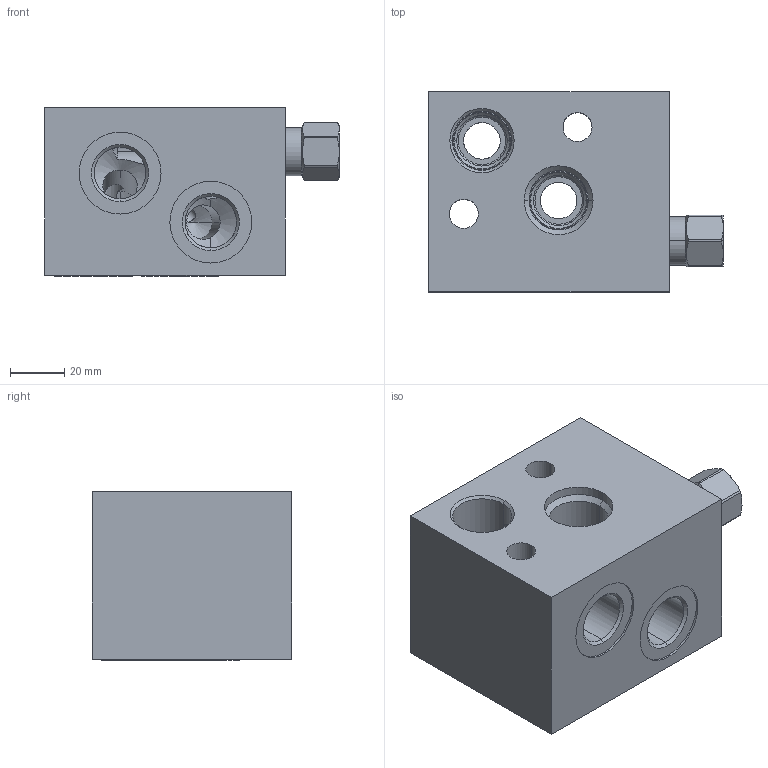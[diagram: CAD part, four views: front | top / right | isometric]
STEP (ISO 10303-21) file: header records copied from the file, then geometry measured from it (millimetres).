
FILE_DESCRIPTION((''),'2;1');
FILE_NAME('U8F_ASM','2019-08-22T',('ProEService'),(''),'PRO/ENGINEER BY PARAMETRIC TECHNOLOGY CORPORATION, 2014200','PRO/ENGINEER BY PARAMETRIC TECHNOLOGY CORPORATION, 2014200','');
FILE_SCHEMA(('CONFIG_CONTROL_DESIGN'));
Length unit declared in the file: inch
Products named in the file (4): 158-611-003; CSAWBXN; 500-001-119; U8F_ASM
Assembly tree (4 placements, depth 2):
  U8F_ASM
    158-611-003
    CSAWBXN
    500-001-119  x2
Bounding box: 108.89 x 73.81 x 62.38 mm (x, y, z)
Volume: 337503.7 mm3; surface area: 57657.1 mm2
Topology: 5 solids, 6 shells, 331 faces, 1085 edges, 907 vertices
Faces by surface type: cylinder 143, cone 81, plane 51, torus 42, revolution 14
Entity records: 13852 total; most frequent: CARTESIAN_POINT 4503, DIRECTION 2021, ORIENTED_EDGE 1552, EDGE_CURVE 776, AXIS2_PLACEMENT_3D 738, VECTOR 535, LINE 535, VERTEX_POINT 477
